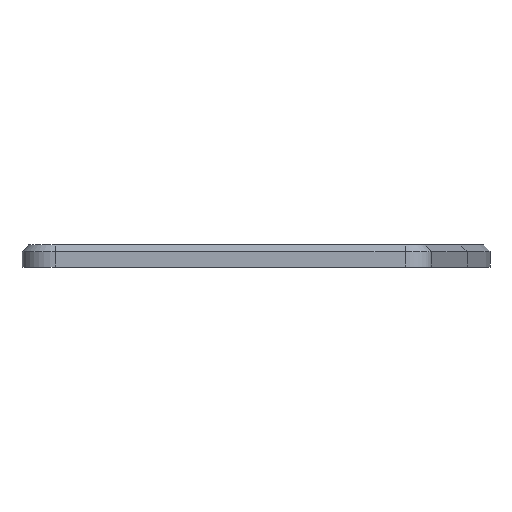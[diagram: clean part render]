
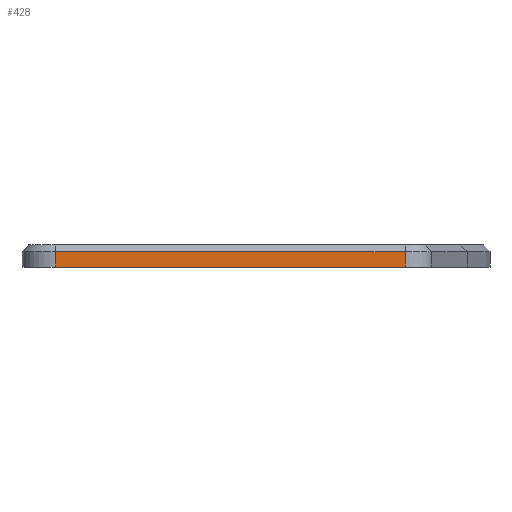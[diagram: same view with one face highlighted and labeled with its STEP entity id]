
A CAD part, left-side view. The second image highlights one B-rep face of the part: STEP entity #428.
In plain terms, the highlighted planar face has unit normal (-1, 0, 0).
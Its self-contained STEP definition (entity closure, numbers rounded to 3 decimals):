
#389=CARTESIAN_POINT('',(-13.143,-67.143,19.6));
#390=DIRECTION('',(-1.,0.,0.));
#391=DIRECTION('',(-0.,-1.,0.));
#392=AXIS2_PLACEMENT_3D('',#389,#390,#391);
#393=PLANE('',#392);
#394=CARTESIAN_POINT('',(-13.143,-120.21,13.));
#395=VERTEX_POINT('',#394);
#396=CARTESIAN_POINT('',(-13.143,-120.21,17.6));
#397=VERTEX_POINT('',#396);
#398=CARTESIAN_POINT('',(-13.143,-120.21,13.));
#399=DIRECTION('',(-0.,-0.,1.));
#400=VECTOR('',#399,4.6);
#401=LINE('',#398,#400);
#402=EDGE_CURVE('',#395,#397,#401,.T.);
#403=ORIENTED_EDGE('',*,*,#402,.T.);
#404=CARTESIAN_POINT('',(-13.143,-16.145,17.6));
#405=VERTEX_POINT('',#404);
#406=CARTESIAN_POINT('',(-13.143,-120.21,17.6));
#407=DIRECTION('',(0.,1.,0.));
#408=VECTOR('',#407,104.065);
#409=LINE('',#406,#408);
#410=EDGE_CURVE('',#397,#405,#409,.T.);
#411=ORIENTED_EDGE('',*,*,#410,.T.);
#412=CARTESIAN_POINT('',(-13.143,-16.145,13.));
#413=VERTEX_POINT('',#412);
#414=CARTESIAN_POINT('',(-13.143,-16.145,17.6));
#415=DIRECTION('',(0.,0.,-1.));
#416=VECTOR('',#415,4.6);
#417=LINE('',#414,#416);
#418=EDGE_CURVE('',#405,#413,#417,.T.);
#419=ORIENTED_EDGE('',*,*,#418,.T.);
#420=CARTESIAN_POINT('',(-13.143,-120.21,13.));
#421=DIRECTION('',(0.,1.,0.));
#422=VECTOR('',#421,104.065);
#423=LINE('',#420,#422);
#424=EDGE_CURVE('',#395,#413,#423,.T.);
#425=ORIENTED_EDGE('',*,*,#424,.F.);
#426=EDGE_LOOP('',(#403,#411,#419,#425));
#427=FACE_BOUND('',#426,.T.);
#428=ADVANCED_FACE('',(#427),#393,.T.);
